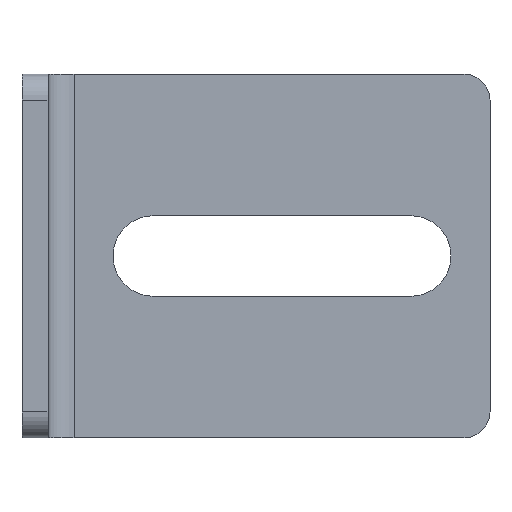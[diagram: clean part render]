
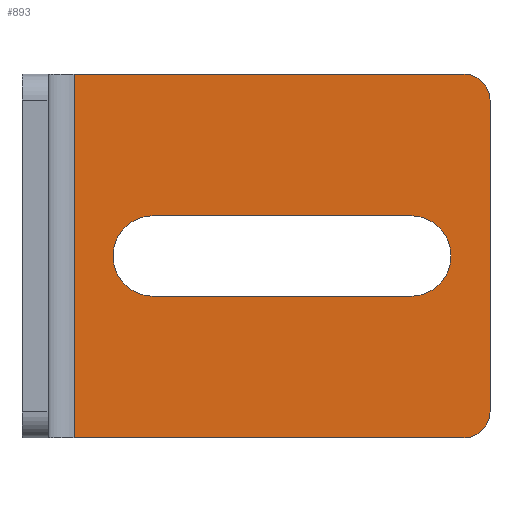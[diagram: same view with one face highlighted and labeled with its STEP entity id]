
A CAD part, left-side view. The second image highlights one B-rep face of the part: STEP entity #893.
In plain terms, the highlighted planar face has unit normal (-1, 0, 0).
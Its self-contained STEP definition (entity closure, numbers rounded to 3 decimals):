
#1 = DIRECTION ( 'NONE',  ( 0., 1., 0. ) ) ;
#14 = CARTESIAN_POINT ( 'NONE',  ( -2., -34., 2. ) ) ;
#15 = VERTEX_POINT ( 'NONE', #826 ) ;
#21 = EDGE_CURVE ( 'NONE', #726, #905, #861, .T. ) ;
#22 = ORIENTED_EDGE ( 'NONE', *, *, #708, .T. ) ;
#69 = DIRECTION ( 'NONE',  ( 0., -1., 0. ) ) ;
#76 = EDGE_CURVE ( 'NONE', #88, #15, #688, .T. ) ;
#88 = VERTEX_POINT ( 'NONE', #957 ) ;
#98 = VERTEX_POINT ( 'NONE', #961 ) ;
#113 = ORIENTED_EDGE ( 'NONE', *, *, #21, .F. ) ;
#135 = PLANE ( 'NONE',  #438 ) ;
#142 = AXIS2_PLACEMENT_3D ( 'NONE', #14, #435, #903 ) ;
#149 = DIRECTION ( 'NONE',  ( -1., 0., 0. ) ) ;
#162 = CARTESIAN_POINT ( 'NONE',  ( -2., -29.9, 17.1 ) ) ;
#166 = VERTEX_POINT ( 'NONE', #990 ) ;
#177 = AXIS2_PLACEMENT_3D ( 'NONE', #780, #534, #390 ) ;
#196 = VECTOR ( 'NONE', #698, 1000. ) ;
#201 = CARTESIAN_POINT ( 'NONE',  ( -2., -36., 91.988 ) ) ;
#209 = CARTESIAN_POINT ( 'NONE',  ( -2., -10.1, 10.9 ) ) ;
#228 = DIRECTION ( 'NONE',  ( 0., -1., 0. ) ) ;
#231 = VERTEX_POINT ( 'NONE', #464 ) ;
#236 = CARTESIAN_POINT ( 'NONE',  ( -2., -4., 0. ) ) ;
#245 = EDGE_LOOP ( 'NONE', ( #282, #869, #113, #546, #958 ) ) ;
#264 = VERTEX_POINT ( 'NONE', #452 ) ;
#272 = EDGE_CURVE ( 'NONE', #767, #15, #607, .T. ) ;
#282 = ORIENTED_EDGE ( 'NONE', *, *, #289, .F. ) ;
#289 = EDGE_CURVE ( 'NONE', #231, #166, #531, .T. ) ;
#294 = VECTOR ( 'NONE', #793, 1000. ) ;
#305 = CARTESIAN_POINT ( 'NONE',  ( -2., 0., 0. ) ) ;
#363 = VECTOR ( 'NONE', #725, 1000. ) ;
#381 = CARTESIAN_POINT ( 'NONE',  ( -2., -34., 26. ) ) ;
#383 = DIRECTION ( 'NONE',  ( -1., 0., 0. ) ) ;
#390 = DIRECTION ( 'NONE',  ( 0., -1., 0. ) ) ;
#414 = CARTESIAN_POINT ( 'NONE',  ( -2., -34., 28. ) ) ;
#423 = CARTESIAN_POINT ( 'NONE',  ( -2., -10.1, 17.1 ) ) ;
#435 = DIRECTION ( 'NONE',  ( -1., 0., 0. ) ) ;
#438 = AXIS2_PLACEMENT_3D ( 'NONE', #697, #788, #69 ) ;
#445 = EDGE_LOOP ( 'NONE', ( #646, #483, #803, #571, #980, #22 ) ) ;
#452 = CARTESIAN_POINT ( 'NONE',  ( -2., -4., 28. ) ) ;
#461 = LINE ( 'NONE', #305, #533 ) ;
#464 = CARTESIAN_POINT ( 'NONE',  ( -2., -29.9, 10.9 ) ) ;
#469 = LINE ( 'NONE', #236, #196 ) ;
#472 = AXIS2_PLACEMENT_3D ( 'NONE', #582, #550, #791 ) ;
#483 = ORIENTED_EDGE ( 'NONE', *, *, #76, .T. ) ;
#502 = VECTOR ( 'NONE', #1, 1000. ) ;
#531 = CIRCLE ( 'NONE', #843, 3.1 ) ;
#534 = DIRECTION ( 'NONE',  ( -1., 0., 0. ) ) ;
#533 = VECTOR ( 'NONE', #777, 1000. ) ;
#546 = ORIENTED_EDGE ( 'NONE', *, *, #758, .F. ) ;
#550 = DIRECTION ( 'NONE',  ( -1., 0., 0. ) ) ;
#571 = ORIENTED_EDGE ( 'NONE', *, *, #692, .T. ) ;
#582 = CARTESIAN_POINT ( 'NONE',  ( -2., -10.1, 14. ) ) ;
#600 = EDGE_CURVE ( 'NONE', #905, #231, #997, .T. ) ;
#606 = CARTESIAN_POINT ( 'NONE',  ( -2., -29.9, 10.9 ) ) ;
#607 = LINE ( 'NONE', #201, #294 ) ;
#625 = FACE_BOUND ( 'NONE', #245, .T. ) ;
#646 = ORIENTED_EDGE ( 'NONE', *, *, #940, .F. ) ;
#652 = VECTOR ( 'NONE', #921, 1000. ) ;
#656 = CARTESIAN_POINT ( 'NONE',  ( -2., 0., 28. ) ) ;
#661 = LINE ( 'NONE', #656, #363 ) ;
#687 = AXIS2_PLACEMENT_3D ( 'NONE', #381, #149, #933 ) ;
#688 = CIRCLE ( 'NONE', #142, 2. ) ;
#692 = EDGE_CURVE ( 'NONE', #767, #754, #703, .T. ) ;
#697 = CARTESIAN_POINT ( 'NONE',  ( -2., 0., 91.988 ) ) ;
#698 = DIRECTION ( 'NONE',  ( 0., 0., -1. ) ) ;
#703 = CIRCLE ( 'NONE', #687, 2. ) ;
#708 = EDGE_CURVE ( 'NONE', #264, #712, #469, .T. ) ;
#712 = VERTEX_POINT ( 'NONE', #888 ) ;
#718 = FACE_OUTER_BOUND ( 'NONE', #445, .T. ) ;
#724 = EDGE_CURVE ( 'NONE', #264, #754, #661, .T. ) ;
#725 = DIRECTION ( 'NONE',  ( 0., -1., 0. ) ) ;
#726 = VERTEX_POINT ( 'NONE', #423 ) ;
#742 = CARTESIAN_POINT ( 'NONE',  ( -2., -36., 26. ) ) ;
#754 = VERTEX_POINT ( 'NONE', #414 ) ;
#758 = EDGE_CURVE ( 'NONE', #98, #726, #881, .T. ) ;
#767 = VERTEX_POINT ( 'NONE', #742 ) ;
#777 = DIRECTION ( 'NONE',  ( 0., 1., 0. ) ) ;
#780 = CARTESIAN_POINT ( 'NONE',  ( -2., -29.9, 14. ) ) ;
#788 = DIRECTION ( 'NONE',  ( -1., 0., 0. ) ) ;
#791 = DIRECTION ( 'NONE',  ( 0., -1., 0. ) ) ;
#793 = DIRECTION ( 'NONE',  ( 0., 0., -1. ) ) ;
#803 = ORIENTED_EDGE ( 'NONE', *, *, #272, .F. ) ;
#826 = CARTESIAN_POINT ( 'NONE',  ( -2., -36., 2. ) ) ;
#843 = AXIS2_PLACEMENT_3D ( 'NONE', #930, #383, #228 ) ;
#861 = CIRCLE ( 'NONE', #472, 3.1 ) ;
#869 = ORIENTED_EDGE ( 'NONE', *, *, #600, .F. ) ;
#881 = LINE ( 'NONE', #162, #502 ) ;
#888 = CARTESIAN_POINT ( 'NONE',  ( -2., -4., 0. ) ) ;
#893 = ADVANCED_FACE ( 'NONE', ( #625, #718 ), #135, .T. ) ;
#903 = DIRECTION ( 'NONE',  ( 0., -1., 0. ) ) ;
#905 = VERTEX_POINT ( 'NONE', #209 ) ;
#920 = EDGE_CURVE ( 'NONE', #166, #98, #989, .T. ) ;
#921 = DIRECTION ( 'NONE',  ( 0., -1., 0. ) ) ;
#930 = CARTESIAN_POINT ( 'NONE',  ( -2., -29.9, 14. ) ) ;
#933 = DIRECTION ( 'NONE',  ( 0., -1., 0. ) ) ;
#940 = EDGE_CURVE ( 'NONE', #88, #712, #461, .T. ) ;
#957 = CARTESIAN_POINT ( 'NONE',  ( -2., -34., 0. ) ) ;
#958 = ORIENTED_EDGE ( 'NONE', *, *, #920, .F. ) ;
#961 = CARTESIAN_POINT ( 'NONE',  ( -2., -29.9, 17.1 ) ) ;
#980 = ORIENTED_EDGE ( 'NONE', *, *, #724, .F. ) ;
#989 = CIRCLE ( 'NONE', #177, 3.1 ) ;
#990 = CARTESIAN_POINT ( 'NONE',  ( -2., -33., 14. ) ) ;
#997 = LINE ( 'NONE', #606, #652 ) ;
